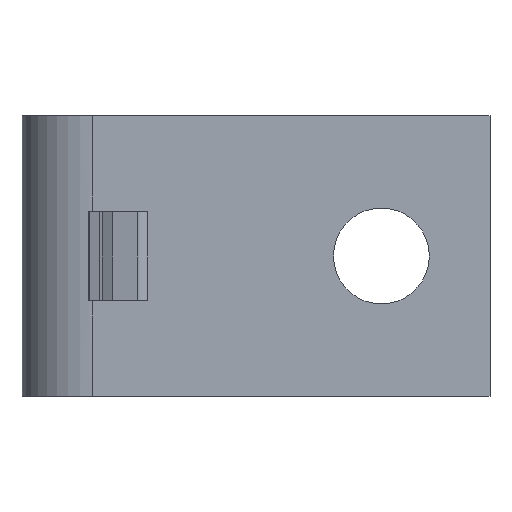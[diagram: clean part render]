
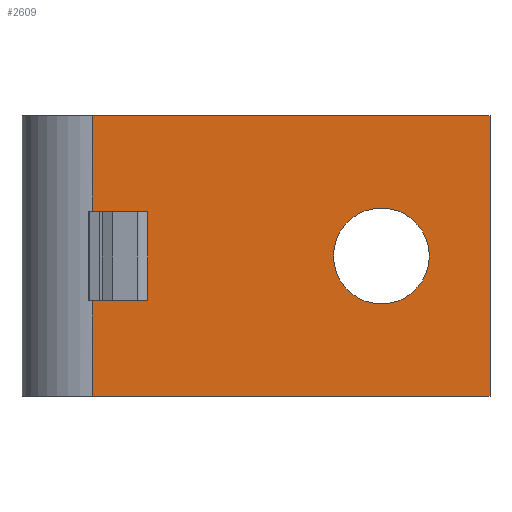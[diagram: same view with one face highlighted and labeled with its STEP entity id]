
A CAD part, front view. The second image highlights one B-rep face of the part: STEP entity #2609.
In plain terms, the highlighted planar face has unit normal (0, -1, 0).
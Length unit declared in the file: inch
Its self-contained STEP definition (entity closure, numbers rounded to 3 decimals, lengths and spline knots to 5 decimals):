
#25 = CARTESIAN_POINT ( 'NONE',  ( -0.145, 0., -0.064 ) ) ;
#71 = CARTESIAN_POINT ( 'NONE',  ( 0., 0., -0.1875 ) ) ;
#74 = CARTESIAN_POINT ( 'NONE',  ( -0.145, 0., 0. ) ) ;
#93 = VERTEX_POINT ( 'NONE', #25 ) ;
#111 = VERTEX_POINT ( 'NONE', #2774 ) ;
#113 = CARTESIAN_POINT ( 'NONE',  ( 0., 0., 0.1875 ) ) ;
#131 = DIRECTION ( 'NONE',  ( 1., 0., 0. ) ) ;
#139 = ORIENTED_EDGE ( 'NONE', *, *, #999, .T. ) ;
#308 = DIRECTION ( 'NONE',  ( 0., 0., -1. ) ) ;
#314 = ORIENTED_EDGE ( 'NONE', *, *, #2610, .T. ) ;
#330 = VECTOR ( 'NONE', #2462, 39.37008 ) ;
#331 = DIRECTION ( 'NONE',  ( 0., 0., 1. ) ) ;
#345 = EDGE_CURVE ( 'NONE', #111, #2582, #1525, .T. ) ;
#362 = VERTEX_POINT ( 'NONE', #1538 ) ;
#366 = CARTESIAN_POINT ( 'NONE',  ( -0.531, 0., 0.06 ) ) ;
#392 = ORIENTED_EDGE ( 'NONE', *, *, #2242, .T. ) ;
#401 = VERTEX_POINT ( 'NONE', #523 ) ;
#482 = AXIS2_PLACEMENT_3D ( 'NONE', #74, #1765, #331 ) ;
#512 = LINE ( 'NONE', #2953, #1218 ) ;
#518 = LINE ( 'NONE', #2228, #3019 ) ;
#523 = CARTESIAN_POINT ( 'NONE',  ( 0., 0., 0.1875 ) ) ;
#550 = VECTOR ( 'NONE', #3085, 39.37008 ) ;
#579 = CIRCLE ( 'NONE', #482, 0.064 ) ;
#584 = VERTEX_POINT ( 'NONE', #2821 ) ;
#609 = CARTESIAN_POINT ( 'NONE',  ( -0.535, 0., 0.06 ) ) ;
#619 = LINE ( 'NONE', #609, #2560 ) ;
#731 = EDGE_CURVE ( 'NONE', #2435, #2380, #2556, .T. ) ;
#735 = CARTESIAN_POINT ( 'NONE',  ( 0., 0., 0.1875 ) ) ;
#884 = ORIENTED_EDGE ( 'NONE', *, *, #2514, .F. ) ;
#936 = EDGE_LOOP ( 'NONE', ( #1597, #1047, #1788, #392, #2964, #1781, #884, #139, #2541, #314 ) ) ;
#974 = VECTOR ( 'NONE', #1876, 39.37008 ) ;
#982 = DIRECTION ( 'NONE',  ( -1., 0., 0. ) ) ;
#999 = EDGE_CURVE ( 'NONE', #401, #111, #1361, .T. ) ;
#1013 = LINE ( 'NONE', #2269, #2781 ) ;
#1047 = ORIENTED_EDGE ( 'NONE', *, *, #1164, .F. ) ;
#1060 = CARTESIAN_POINT ( 'NONE',  ( -0.457, 0., 0.059 ) ) ;
#1067 = ORIENTED_EDGE ( 'NONE', *, *, #1746, .T. ) ;
#1076 = VECTOR ( 'NONE', #2501, 39.37008 ) ;
#1164 = EDGE_CURVE ( 'NONE', #3074, #1279, #512, .T. ) ;
#1218 = VECTOR ( 'NONE', #1735, 39.37008 ) ;
#1279 = VERTEX_POINT ( 'NONE', #1060 ) ;
#1280 = EDGE_CURVE ( 'NONE', #2715, #93, #2709, .T. ) ;
#1306 = DIRECTION ( 'NONE',  ( 0., 1., 0. ) ) ;
#1325 = PLANE ( 'NONE',  #1730 ) ;
#1361 = LINE ( 'NONE', #735, #2747 ) ;
#1469 = EDGE_CURVE ( 'NONE', #584, #1279, #2474, .T. ) ;
#1525 = LINE ( 'NONE', #1638, #330 ) ;
#1538 = CARTESIAN_POINT ( 'NONE',  ( -0.531, 0., -0.06 ) ) ;
#1572 = DIRECTION ( 'NONE',  ( 0., -1., 0. ) ) ;
#1596 = CARTESIAN_POINT ( 'NONE',  ( -0.457, 0., -0.06 ) ) ;
#1597 = ORIENTED_EDGE ( 'NONE', *, *, #1469, .T. ) ;
#1600 = LINE ( 'NONE', #1640, #974 ) ;
#1636 = CARTESIAN_POINT ( 'NONE',  ( -0.145, 0., 0.064 ) ) ;
#1638 = CARTESIAN_POINT ( 'NONE',  ( -0.531, 0., 0.1875 ) ) ;
#1640 = CARTESIAN_POINT ( 'NONE',  ( -0.535, 0., -0.06 ) ) ;
#1673 = CARTESIAN_POINT ( 'NONE',  ( 0., 0., -0.1875 ) ) ;
#1730 = AXIS2_PLACEMENT_3D ( 'NONE', #113, #1572, #131 ) ;
#1735 = DIRECTION ( 'NONE',  ( 0., 0., 1. ) ) ;
#1745 = VECTOR ( 'NONE', #1838, 39.37008 ) ;
#1746 = EDGE_CURVE ( 'NONE', #93, #2715, #579, .T. ) ;
#1765 = DIRECTION ( 'NONE',  ( 0., 1., 0. ) ) ;
#1781 = ORIENTED_EDGE ( 'NONE', *, *, #731, .F. ) ;
#1788 = ORIENTED_EDGE ( 'NONE', *, *, #2949, .T. ) ;
#1838 = DIRECTION ( 'NONE',  ( 0., 0., -1. ) ) ;
#1876 = DIRECTION ( 'NONE',  ( -1., 0., 0. ) ) ;
#1900 = FACE_OUTER_BOUND ( 'NONE', #936, .T. ) ;
#1984 = FACE_BOUND ( 'NONE', #3001, .T. ) ;
#2180 = CARTESIAN_POINT ( 'NONE',  ( -0.531, 0., -0.1875 ) ) ;
#2228 = CARTESIAN_POINT ( 'NONE',  ( -0.531, 0., 0.1875 ) ) ;
#2233 = ORIENTED_EDGE ( 'NONE', *, *, #1280, .T. ) ;
#2242 = EDGE_CURVE ( 'NONE', #3044, #362, #1600, .T. ) ;
#2256 = CARTESIAN_POINT ( 'NONE',  ( -0.457, 0., -0.06 ) ) ;
#2269 = CARTESIAN_POINT ( 'NONE',  ( 0., 0., 0.1875 ) ) ;
#2298 = DIRECTION ( 'NONE',  ( 1., 0., 0. ) ) ;
#2380 = VERTEX_POINT ( 'NONE', #2180 ) ;
#2398 = CARTESIAN_POINT ( 'NONE',  ( -0.457, 0., -0.059 ) ) ;
#2415 = EDGE_CURVE ( 'NONE', #362, #2380, #518, .T. ) ;
#2435 = VERTEX_POINT ( 'NONE', #71 ) ;
#2462 = DIRECTION ( 'NONE',  ( 0., 0., -1. ) ) ;
#2474 = LINE ( 'NONE', #1596, #1745 ) ;
#2501 = DIRECTION ( 'NONE',  ( 0., 0., -1. ) ) ;
#2514 = EDGE_CURVE ( 'NONE', #401, #2435, #1013, .T. ) ;
#2541 = ORIENTED_EDGE ( 'NONE', *, *, #345, .T. ) ;
#2556 = LINE ( 'NONE', #1673, #550 ) ;
#2560 = VECTOR ( 'NONE', #2298, 39.37008 ) ;
#2582 = VERTEX_POINT ( 'NONE', #366 ) ;
#2609 = ADVANCED_FACE ( 'NONE', ( #1984, #1900 ), #1325, .T. ) ;
#2610 = EDGE_CURVE ( 'NONE', #2582, #584, #619, .T. ) ;
#2709 = CIRCLE ( 'NONE', #2717, 0.064 ) ;
#2715 = VERTEX_POINT ( 'NONE', #1636 ) ;
#2717 = AXIS2_PLACEMENT_3D ( 'NONE', #2759, #1306, #3009 ) ;
#2747 = VECTOR ( 'NONE', #982, 39.37008 ) ;
#2759 = CARTESIAN_POINT ( 'NONE',  ( -0.145, 0., 0. ) ) ;
#2770 = CARTESIAN_POINT ( 'NONE',  ( -0.457, 0., -0.06 ) ) ;
#2774 = CARTESIAN_POINT ( 'NONE',  ( -0.531, 0., 0.1875 ) ) ;
#2781 = VECTOR ( 'NONE', #3003, 39.37008 ) ;
#2821 = CARTESIAN_POINT ( 'NONE',  ( -0.457, 0., 0.06 ) ) ;
#2949 = EDGE_CURVE ( 'NONE', #3074, #3044, #3012, .T. ) ;
#2953 = CARTESIAN_POINT ( 'NONE',  ( -0.457, 0., -0.059 ) ) ;
#2964 = ORIENTED_EDGE ( 'NONE', *, *, #2415, .T. ) ;
#3001 = EDGE_LOOP ( 'NONE', ( #2233, #1067 ) ) ;
#3003 = DIRECTION ( 'NONE',  ( 0., 0., -1. ) ) ;
#3009 = DIRECTION ( 'NONE',  ( 0., 0., 1. ) ) ;
#3012 = LINE ( 'NONE', #2256, #1076 ) ;
#3019 = VECTOR ( 'NONE', #308, 39.37008 ) ;
#3044 = VERTEX_POINT ( 'NONE', #2770 ) ;
#3074 = VERTEX_POINT ( 'NONE', #2398 ) ;
#3085 = DIRECTION ( 'NONE',  ( -1., 0., 0. ) ) ;
